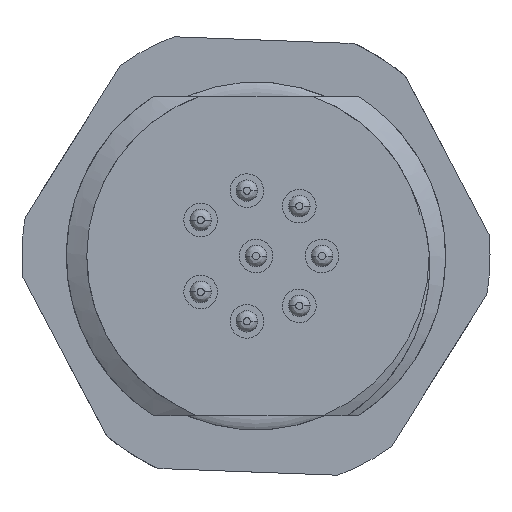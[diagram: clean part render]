
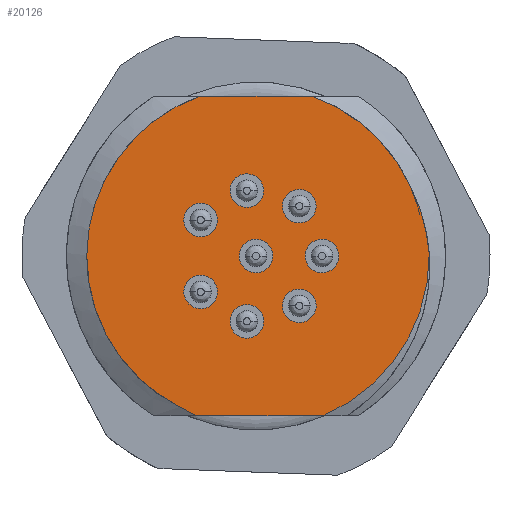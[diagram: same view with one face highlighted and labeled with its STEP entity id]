
A CAD part, front view. The second image highlights one B-rep face of the part: STEP entity #20126.
In plain terms, the highlighted planar face has unit normal (0, -1, 0).
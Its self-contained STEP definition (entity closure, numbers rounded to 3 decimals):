
#7222=CARTESIAN_POINT('',(-2.477,-8.,
-6.65));
#7564=CARTESIAN_POINT('',(-3.187,-8.,
-6.289));
#7587=DIRECTION('',(1.,0.,0.));
#7588=VECTOR('',#7587,4.682);
#7589=CARTESIAN_POINT('',(-2.341,-8.,6.65));
#7590=LINE('',#7589,#7588);
#7591=CARTESIAN_POINT('',(0.,-8.,0.));
#7592=DIRECTION('',(0.,1.,0.));
#7593=DIRECTION('',(0.332,0.,0.943));
#7594=AXIS2_PLACEMENT_3D('',#7591,#7592,#7593);
#7596=CARTESIAN_POINT('',(6.432,-8.,2.887));
#7597=CARTESIAN_POINT('',(6.608,-8.,2.548));
#7598=CARTESIAN_POINT('',(6.934,-8.,1.776));
#7599=CARTESIAN_POINT('',(7.15,-8.,
0.826));
#7600=CARTESIAN_POINT('',(7.208,-8.,
0.24));
#7601=CARTESIAN_POINT('',(7.217,-8.,
0.114));
#7603=CARTESIAN_POINT('',(0.,-8.,0.));
#7604=DIRECTION('',(0.,1.,0.));
#7605=DIRECTION('',(1.,0.,0.016));
#7606=AXIS2_PLACEMENT_3D('',#7603,#7604,#7605);
#7608=DIRECTION('',(-1.,0.,0.));
#7609=VECTOR('',#7608,5.284);
#7610=CARTESIAN_POINT('',(2.806,-8.,
-6.65));
#7611=LINE('',#7610,#7609);
#7612=CARTESIAN_POINT('',(-2.477,-8.,
-6.65));
#7613=CARTESIAN_POINT('',(-2.558,-8.,
-6.614));
#7614=CARTESIAN_POINT('',(-2.719,-8.,
-6.54));
#7615=CARTESIAN_POINT('',(-2.956,-8.,
-6.419));
#7616=CARTESIAN_POINT('',(-3.11,-8.,
-6.333));
#7617=CARTESIAN_POINT('',(-3.187,-8.,
-6.289));
#7619=CARTESIAN_POINT('',(0.,-8.,0.));
#7620=DIRECTION('',(0.,1.,0.));
#7621=DIRECTION('',(-0.452,0.,-0.892));
#7622=AXIS2_PLACEMENT_3D('',#7619,#7620,#7621);
#7624=CARTESIAN_POINT('',(0.,-8.,0.));
#7625=DIRECTION('',(0.,1.,0.));
#7626=DIRECTION('',(-1.,0.,0.));
#7627=AXIS2_PLACEMENT_3D('',#7624,#7625,#7626);
#7629=CARTESIAN_POINT('',(-2.306,-8.,-1.498));
#7630=DIRECTION('',(0.,-1.,0.));
#7631=DIRECTION('',(-0.407,0.,-0.914));
#7632=AXIS2_PLACEMENT_3D('',#7629,#7630,#7631);
#7634=CARTESIAN_POINT('',(-2.306,-8.,-1.498));
#7635=DIRECTION('',(0.,-1.,0.));
#7636=DIRECTION('',(0.407,0.,0.914));
#7637=AXIS2_PLACEMENT_3D('',#7634,#7635,#7636);
#7639=CARTESIAN_POINT('',(-0.383,-8.,-2.723));
#7640=DIRECTION('',(0.,-1.,0.));
#7641=DIRECTION('',(0.423,0.,-0.906));
#7642=AXIS2_PLACEMENT_3D('',#7639,#7640,#7641);
#7644=CARTESIAN_POINT('',(-0.383,-8.,-2.723));
#7645=DIRECTION('',(0.,-1.,0.));
#7646=DIRECTION('',(-0.423,0.,0.906));
#7647=AXIS2_PLACEMENT_3D('',#7644,#7645,#7646);
#7649=CARTESIAN_POINT('',(1.804,-8.,-2.075));
#7650=DIRECTION('',(0.,-1.,0.));
#7651=DIRECTION('',(0.961,0.,-0.276));
#7652=AXIS2_PLACEMENT_3D('',#7649,#7650,#7651);
#7654=CARTESIAN_POINT('',(1.804,-8.,-2.075));
#7655=DIRECTION('',(0.,-1.,0.));
#7656=DIRECTION('',(-0.961,0.,0.276));
#7657=AXIS2_PLACEMENT_3D('',#7654,#7655,#7656);
#7659=CARTESIAN_POINT('',(2.75,-8.,0.));
#7660=DIRECTION('',(0.,-1.,0.));
#7661=DIRECTION('',(0.839,0.,0.545));
#7662=AXIS2_PLACEMENT_3D('',#7659,#7660,#7661);
#7664=CARTESIAN_POINT('',(2.75,-8.,0.));
#7665=DIRECTION('',(0.,-1.,0.));
#7666=DIRECTION('',(-0.839,0.,-0.545));
#7667=AXIS2_PLACEMENT_3D('',#7664,#7665,#7666);
#7669=CARTESIAN_POINT('',(1.804,-8.,2.075));
#7670=DIRECTION('',(0.,-1.,0.));
#7671=DIRECTION('',(0.139,0.,0.99));
#7672=AXIS2_PLACEMENT_3D('',#7669,#7670,#7671);
#7674=CARTESIAN_POINT('',(1.804,-8.,2.075));
#7675=DIRECTION('',(0.,-1.,0.));
#7676=DIRECTION('',(-0.139,0.,-0.99));
#7677=AXIS2_PLACEMENT_3D('',#7674,#7675,#7676);
#7679=CARTESIAN_POINT('',(-0.383,-8.,2.723));
#7680=DIRECTION('',(0.,-1.,0.));
#7681=DIRECTION('',(-0.656,0.,0.755));
#7682=AXIS2_PLACEMENT_3D('',#7679,#7680,#7681);
#7684=CARTESIAN_POINT('',(-0.383,-8.,2.723));
#7685=DIRECTION('',(0.,-1.,0.));
#7686=DIRECTION('',(0.656,0.,-0.755));
#7687=AXIS2_PLACEMENT_3D('',#7684,#7685,#7686);
#7689=CARTESIAN_POINT('',(-2.306,-8.,1.498));
#7690=DIRECTION('',(0.,-1.,0.));
#7691=DIRECTION('',(-1.,0.,0.));
#7692=AXIS2_PLACEMENT_3D('',#7689,#7690,#7691);
#7694=CARTESIAN_POINT('',(-2.306,-8.,1.498));
#7695=DIRECTION('',(0.,-1.,0.));
#7696=DIRECTION('',(1.,0.,0.));
#7697=AXIS2_PLACEMENT_3D('',#7694,#7695,#7696);
#7699=CARTESIAN_POINT('',(0.,-8.,0.));
#7700=DIRECTION('',(0.,-1.,0.));
#7701=DIRECTION('',(-0.407,0.,-0.914));
#7702=AXIS2_PLACEMENT_3D('',#7699,#7700,#7701);
#7704=CARTESIAN_POINT('',(0.,-8.,0.));
#7705=DIRECTION('',(0.,-1.,0.));
#7706=DIRECTION('',(0.407,0.,0.914));
#7707=AXIS2_PLACEMENT_3D('',#7704,#7705,#7706);
#9621=CARTESIAN_POINT('',(2.341,-8.,6.65));
#9622=VERTEX_POINT('',#9621);
#9623=CARTESIAN_POINT('',(-2.341,-8.,6.65));
#9624=VERTEX_POINT('',#9623);
#9674=VERTEX_POINT('',#7222);
#9675=CARTESIAN_POINT('',(2.806,-8.,
-6.65));
#9676=VERTEX_POINT('',#9675);
#9707=VERTEX_POINT('',#7564);
#9708=CARTESIAN_POINT('',(-7.05,-8.,0.));
#9709=VERTEX_POINT('',#9708);
#9710=CARTESIAN_POINT('',(6.432,-8.,2.885));
#9711=VERTEX_POINT('',#9710);
#9712=VERTEX_POINT('',#7601);
#9713=CARTESIAN_POINT('',(-2.591,-8.,-2.137));
#9714=CARTESIAN_POINT('',(-2.022,-8.,-0.858));
#9715=VERTEX_POINT('',#9713);
#9716=VERTEX_POINT('',#9714);
#9717=CARTESIAN_POINT('',(-0.087,-8.,-3.358));
#9718=CARTESIAN_POINT('',(-0.679,-8.,-2.089));
#9719=VERTEX_POINT('',#9717);
#9720=VERTEX_POINT('',#9718);
#9721=CARTESIAN_POINT('',(2.477,-8.,-2.268));
#9722=CARTESIAN_POINT('',(1.131,-8.,-1.883));
#9723=VERTEX_POINT('',#9721);
#9724=VERTEX_POINT('',#9722);
#9725=CARTESIAN_POINT('',(3.337,-8.,0.381));
#9726=CARTESIAN_POINT('',(2.163,-8.,-0.381));
#9727=VERTEX_POINT('',#9725);
#9728=VERTEX_POINT('',#9726);
#9729=CARTESIAN_POINT('',(1.902,-8.,2.769));
#9730=CARTESIAN_POINT('',(1.707,-8.,1.382));
#9731=VERTEX_POINT('',#9729);
#9732=VERTEX_POINT('',#9730);
#9733=CARTESIAN_POINT('',(-0.842,-8.,3.252));
#9734=CARTESIAN_POINT('',(0.077,-8.,2.195));
#9735=VERTEX_POINT('',#9733);
#9736=VERTEX_POINT('',#9734);
#9737=CARTESIAN_POINT('',(-3.006,-8.,1.498));
#9738=CARTESIAN_POINT('',(-1.606,-8.,1.498));
#9739=VERTEX_POINT('',#9737);
#9740=VERTEX_POINT('',#9738);
#9741=CARTESIAN_POINT('',(-0.285,-8.,-0.639));
#9742=CARTESIAN_POINT('',(0.285,-8.,0.639));
#9743=VERTEX_POINT('',#9741);
#9744=VERTEX_POINT('',#9742);
#20060=CARTESIAN_POINT('',(0.,-8.,0.));
#20061=DIRECTION('',(0.,-1.,0.));
#20062=DIRECTION('',(1.,0.,0.));
#20063=AXIS2_PLACEMENT_3D('',#20060,#20061,#20062);
#20064=PLANE('',#20063);
#20065=ORIENTED_EDGE('',*,*,#19209,.T.);
#20067=ORIENTED_EDGE('',*,*,#20066,.T.);
#20069=ORIENTED_EDGE('',*,*,#20068,.T.);
#20071=ORIENTED_EDGE('',*,*,#20070,.T.);
#20072=ORIENTED_EDGE('',*,*,#19417,.T.);
#20073=ORIENTED_EDGE('',*,*,#20038,.T.);
#20074=ORIENTED_EDGE('',*,*,#20053,.T.);
#20075=ORIENTED_EDGE('',*,*,#20051,.T.);
#20076=EDGE_LOOP('',(#20065,#20067,#20069,#20071,#20072,#20073,#20074,#20075));
#20077=FACE_OUTER_BOUND('',#20076,.F.);
#20079=ORIENTED_EDGE('',*,*,#20078,.T.);
#20081=ORIENTED_EDGE('',*,*,#20080,.T.);
#20082=EDGE_LOOP('',(#20079,#20081));
#20083=FACE_BOUND('',#20082,.F.);
#20085=ORIENTED_EDGE('',*,*,#20084,.T.);
#20087=ORIENTED_EDGE('',*,*,#20086,.T.);
#20088=EDGE_LOOP('',(#20085,#20087));
#20089=FACE_BOUND('',#20088,.F.);
#20091=ORIENTED_EDGE('',*,*,#20090,.T.);
#20093=ORIENTED_EDGE('',*,*,#20092,.T.);
#20094=EDGE_LOOP('',(#20091,#20093));
#20095=FACE_BOUND('',#20094,.F.);
#20097=ORIENTED_EDGE('',*,*,#20096,.T.);
#20099=ORIENTED_EDGE('',*,*,#20098,.T.);
#20100=EDGE_LOOP('',(#20097,#20099));
#20101=FACE_BOUND('',#20100,.F.);
#20103=ORIENTED_EDGE('',*,*,#20102,.T.);
#20105=ORIENTED_EDGE('',*,*,#20104,.T.);
#20106=EDGE_LOOP('',(#20103,#20105));
#20107=FACE_BOUND('',#20106,.F.);
#20109=ORIENTED_EDGE('',*,*,#20108,.T.);
#20111=ORIENTED_EDGE('',*,*,#20110,.T.);
#20112=EDGE_LOOP('',(#20109,#20111));
#20113=FACE_BOUND('',#20112,.F.);
#20115=ORIENTED_EDGE('',*,*,#20114,.T.);
#20117=ORIENTED_EDGE('',*,*,#20116,.T.);
#20118=EDGE_LOOP('',(#20115,#20117));
#20119=FACE_BOUND('',#20118,.F.);
#20121=ORIENTED_EDGE('',*,*,#20120,.T.);
#20123=ORIENTED_EDGE('',*,*,#20122,.T.);
#20124=EDGE_LOOP('',(#20121,#20123));
#20125=FACE_BOUND('',#20124,.F.);
#20126=ADVANCED_FACE('',(#20077,#20083,#20089,#20095,#20101,#20107,#20113,
#20119,#20125),#20064,.T.);
#7595=CIRCLE('',#7594,7.05);
#7602=B_SPLINE_CURVE_WITH_KNOTS('',3,(#7596,#7597,#7598,#7599,#7600,#7601),
.UNSPECIFIED.,.F.,.F.,(4,1,1,4),(0.,0.399,0.871,1.),
.UNSPECIFIED.);
#7607=CIRCLE('',#7606,7.218);
#7618=B_SPLINE_CURVE_WITH_KNOTS('',3,(#7612,#7613,#7614,#7615,#7616,#7617),
.UNSPECIFIED.,.F.,.F.,(4,1,1,4),(0.,0.333,0.667,1.),
.UNSPECIFIED.);
#7623=CIRCLE('',#7622,7.05);
#7628=CIRCLE('',#7627,7.05);
#7633=CIRCLE('',#7632,0.7);
#7638=CIRCLE('',#7637,0.7);
#7643=CIRCLE('',#7642,0.7);
#7648=CIRCLE('',#7647,0.7);
#7653=CIRCLE('',#7652,0.7);
#7658=CIRCLE('',#7657,0.7);
#7663=CIRCLE('',#7662,0.7);
#7668=CIRCLE('',#7667,0.7);
#7673=CIRCLE('',#7672,0.7);
#7678=CIRCLE('',#7677,0.7);
#7683=CIRCLE('',#7682,0.7);
#7688=CIRCLE('',#7687,0.7);
#7693=CIRCLE('',#7692,0.7);
#7698=CIRCLE('',#7697,0.7);
#7703=CIRCLE('',#7702,0.7);
#7708=CIRCLE('',#7707,0.7);
#19209=EDGE_CURVE('',#9624,#9622,#7590,.T.);
#19417=EDGE_CURVE('',#9676,#9674,#7611,.T.);
#20038=EDGE_CURVE('',#9674,#9707,#7618,.T.);
#20051=EDGE_CURVE('',#9709,#9624,#7628,.T.);
#20053=EDGE_CURVE('',#9707,#9709,#7623,.T.);
#20066=EDGE_CURVE('',#9622,#9711,#7595,.T.);
#20068=EDGE_CURVE('',#9711,#9712,#7602,.T.);
#20070=EDGE_CURVE('',#9712,#9676,#7607,.T.);
#20078=EDGE_CURVE('',#9715,#9716,#7633,.T.);
#20080=EDGE_CURVE('',#9716,#9715,#7638,.T.);
#20084=EDGE_CURVE('',#9719,#9720,#7643,.T.);
#20086=EDGE_CURVE('',#9720,#9719,#7648,.T.);
#20090=EDGE_CURVE('',#9723,#9724,#7653,.T.);
#20092=EDGE_CURVE('',#9724,#9723,#7658,.T.);
#20096=EDGE_CURVE('',#9727,#9728,#7663,.T.);
#20098=EDGE_CURVE('',#9728,#9727,#7668,.T.);
#20102=EDGE_CURVE('',#9731,#9732,#7673,.T.);
#20104=EDGE_CURVE('',#9732,#9731,#7678,.T.);
#20108=EDGE_CURVE('',#9735,#9736,#7683,.T.);
#20110=EDGE_CURVE('',#9736,#9735,#7688,.T.);
#20114=EDGE_CURVE('',#9739,#9740,#7693,.T.);
#20116=EDGE_CURVE('',#9740,#9739,#7698,.T.);
#20120=EDGE_CURVE('',#9743,#9744,#7703,.T.);
#20122=EDGE_CURVE('',#9744,#9743,#7708,.T.);
